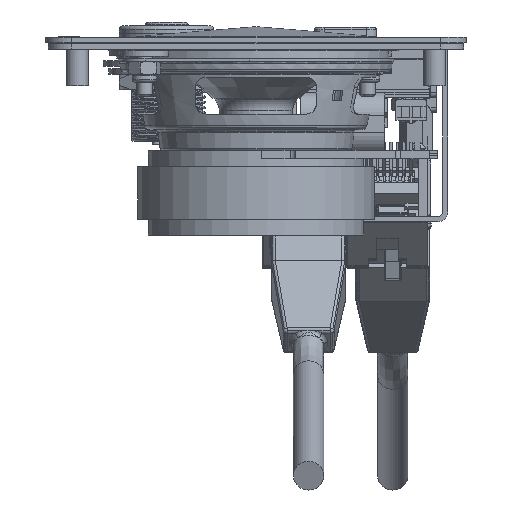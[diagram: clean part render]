
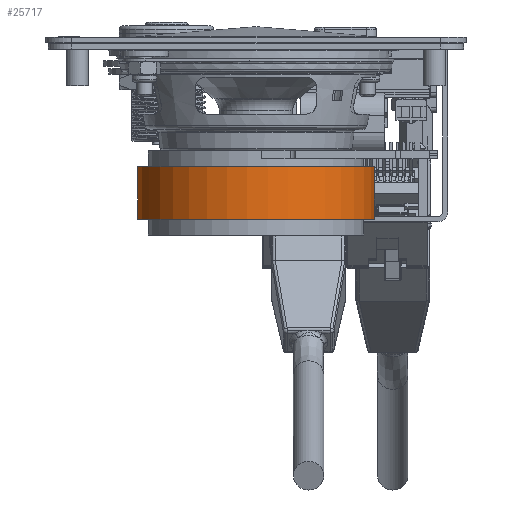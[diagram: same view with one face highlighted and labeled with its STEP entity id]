
A CAD part, left-side view. The second image highlights one B-rep face of the part: STEP entity #25717.
In plain terms, the highlighted cylindrical face has radius 22.5 mm (diameter 45 mm), a full revolution.
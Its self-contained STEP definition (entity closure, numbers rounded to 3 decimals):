
#22786=CYLINDRICAL_SURFACE('',#71329,22.5);
#25717=ADVANCED_FACE('',(#27345,#27346),#22786,.T.);
#27345=FACE_BOUND('',#30683,.T.);
#27346=FACE_BOUND('',#30684,.T.);
#30683=EDGE_LOOP('',(#45426));
#30684=EDGE_LOOP('',(#45427));
#45426=ORIENTED_EDGE('',*,*,#62626,.T.);
#45427=ORIENTED_EDGE('',*,*,#62624,.F.);
#54298=VERTEX_POINT('',#111273);
#54300=VERTEX_POINT('',#111278);
#62624=EDGE_CURVE('',#54298,#54298,#66421,.T.);
#62626=EDGE_CURVE('',#54300,#54300,#66423,.T.);
#66421=CIRCLE('',#71325,22.5);
#66423=CIRCLE('',#71328,22.5);
#71325=AXIS2_PLACEMENT_3D('',#111272,#85980,#85981);
#71328=AXIS2_PLACEMENT_3D('',#111277,#85986,#85987);
#71329=AXIS2_PLACEMENT_3D('',#111279,#85988,#85989);
#85980=DIRECTION('',(0.,0.,-1.));
#85981=DIRECTION('',(-0.935,-0.354,0.));
#85986=DIRECTION('',(0.,0.,-1.));
#85987=DIRECTION('',(-0.935,-0.354,0.));
#85988=DIRECTION('',(0.,0.,1.));
#85989=DIRECTION('',(0.935,0.354,0.));
#111272=CARTESIAN_POINT('',(0.,0.,-32.));
#111273=CARTESIAN_POINT('',(-21.04,-7.973,-32.));
#111277=CARTESIAN_POINT('',(0.,0.,-22.));
#111278=CARTESIAN_POINT('',(-21.04,-7.973,-22.));
#111279=CARTESIAN_POINT('',(0.,0.,-32.));
